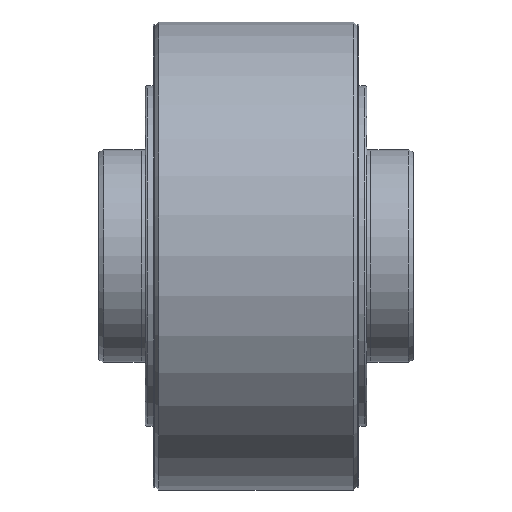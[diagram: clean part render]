
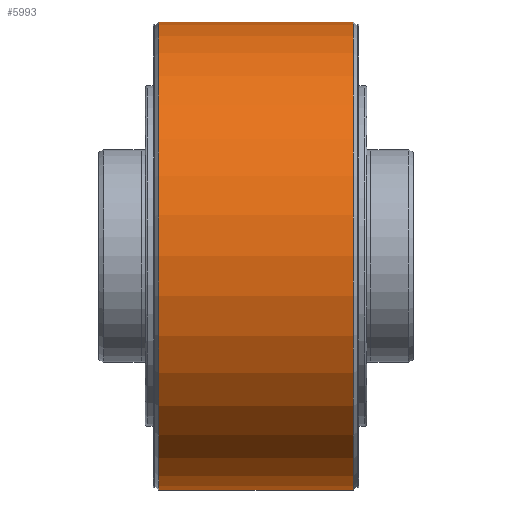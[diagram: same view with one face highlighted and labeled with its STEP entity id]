
A CAD part, top view. The second image highlights one B-rep face of the part: STEP entity #5993.
In plain terms, the highlighted cylindrical face has radius 55 mm (diameter 110 mm), a partial arc.
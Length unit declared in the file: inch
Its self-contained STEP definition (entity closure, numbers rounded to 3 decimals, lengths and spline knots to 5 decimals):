
#2227=CARTESIAN_POINT('',(-0.90157,0.,0.));
#2228=DIRECTION('',(1.,0.,0.));
#2229=DIRECTION('',(0.,1.,0.));
#2230=AXIS2_PLACEMENT_3D('',#2227,#2228,#2229);
#2246=DIRECTION('',(-1.,0.,0.));
#2247=VECTOR('',#2246,1.80315);
#2248=CARTESIAN_POINT('',(0.90157,-2.16535,
0.));
#2249=LINE('',#2248,#2247);
#2255=DIRECTION('',(1.,0.,0.));
#2256=VECTOR('',#2255,1.80315);
#2257=CARTESIAN_POINT('',(-0.90157,2.16535,
0.));
#2258=LINE('',#2257,#2256);
#2259=CARTESIAN_POINT('',(0.90157,0.,0.));
#2260=DIRECTION('',(1.,0.,0.));
#2261=DIRECTION('',(0.,1.,0.));
#2262=AXIS2_PLACEMENT_3D('',#2259,#2260,#2261);
#2831=CARTESIAN_POINT('',(0.90157,-2.16535,
0.));
#2832=CARTESIAN_POINT('',(-0.90157,-2.16535,
0.));
#2833=VERTEX_POINT('',#2831);
#2834=VERTEX_POINT('',#2832);
#2835=CARTESIAN_POINT('',(-0.90157,2.16535,
0.));
#2836=CARTESIAN_POINT('',(0.90157,2.16535,
0.));
#2837=VERTEX_POINT('',#2835);
#2838=VERTEX_POINT('',#2836);
#5981=CARTESIAN_POINT('',(-0.94094,0.,0.));
#5982=DIRECTION('',(1.,0.,0.));
#5983=DIRECTION('',(0.,-1.,0.));
#5984=AXIS2_PLACEMENT_3D('',#5981,#5982,#5983);
#5985=CYLINDRICAL_SURFACE('',#5984,2.16535);
#5986=ORIENTED_EDGE('',*,*,#5975,.T.);
#5988=ORIENTED_EDGE('',*,*,#5987,.T.);
#5989=ORIENTED_EDGE('',*,*,#5971,.T.);
#5990=ORIENTED_EDGE('',*,*,#5946,.F.);
#5991=EDGE_LOOP('',(#5986,#5988,#5989,#5990));
#5992=FACE_OUTER_BOUND('',#5991,.F.);
#2231=CIRCLE('',#2230,2.16535);
#2263=CIRCLE('',#2262,2.16535);
#5946=EDGE_CURVE('',#2837,#2834,#2231,.T.);
#5971=EDGE_CURVE('',#2833,#2834,#2249,.T.);
#5975=EDGE_CURVE('',#2837,#2838,#2258,.T.);
#5987=EDGE_CURVE('',#2838,#2833,#2263,.T.);
#5993=ADVANCED_FACE('',(#5992),#5985,.T.);
